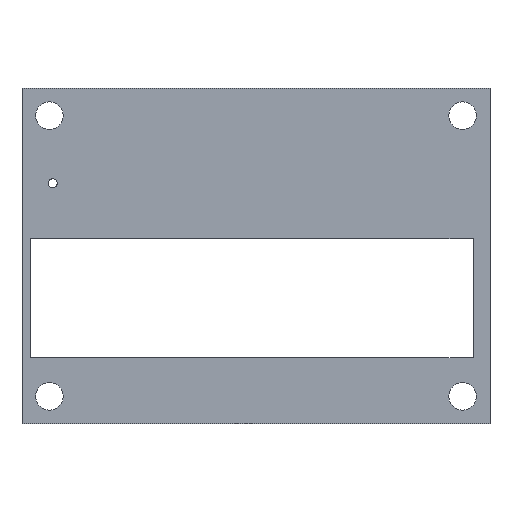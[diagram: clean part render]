
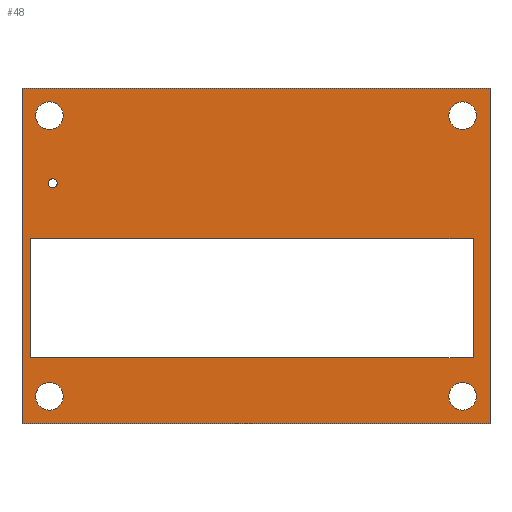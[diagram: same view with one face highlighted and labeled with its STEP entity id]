
A CAD part, front view. The second image highlights one B-rep face of the part: STEP entity #48.
In plain terms, the highlighted planar face has unit normal (0, -1, 0).
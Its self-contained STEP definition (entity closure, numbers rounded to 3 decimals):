
#48=ADVANCED_FACE('',(#183,#185,#187,#189,#191,#193,#195),#197,.F.);
#183=FACE_BOUND('',#184,.T.);
#184=EDGE_LOOP('',(#322,#323,#324,#325));
#185=FACE_BOUND('',#186,.T.);
#186=EDGE_LOOP('',(#326,#327,#328,#329));
#187=FACE_BOUND('',#188,.T.);
#188=EDGE_LOOP('',(#330));
#189=FACE_BOUND('',#190,.T.);
#190=EDGE_LOOP('',(#331));
#191=FACE_BOUND('',#192,.T.);
#192=EDGE_LOOP('',(#332));
#193=FACE_BOUND('',#194,.T.);
#194=EDGE_LOOP('',(#333));
#195=FACE_BOUND('',#196,.T.);
#196=EDGE_LOOP('',(#334));
#197=PLANE('',#198);
#198=AXIS2_PLACEMENT_3D('',#199,#200,#201);
#199=CARTESIAN_POINT('',(0.,0.,0.));
#200=DIRECTION('',(0.,1.,0.));
#201=DIRECTION('',(-1.,0.,0.));
#322=ORIENTED_EDGE('',*,*,#390,.F.);
#323=ORIENTED_EDGE('',*,*,#391,.F.);
#324=ORIENTED_EDGE('',*,*,#392,.F.);
#325=ORIENTED_EDGE('',*,*,#393,.F.);
#326=ORIENTED_EDGE('',*,*,#394,.T.);
#327=ORIENTED_EDGE('',*,*,#395,.T.);
#328=ORIENTED_EDGE('',*,*,#396,.T.);
#329=ORIENTED_EDGE('',*,*,#397,.T.);
#330=ORIENTED_EDGE('',*,*,#398,.T.);
#331=ORIENTED_EDGE('',*,*,#399,.T.);
#332=ORIENTED_EDGE('',*,*,#400,.T.);
#333=ORIENTED_EDGE('',*,*,#401,.T.);
#334=ORIENTED_EDGE('',*,*,#402,.T.);
#390=EDGE_CURVE('',#424,#425,#426,.T.);
#391=EDGE_CURVE('',#427,#424,#428,.T.);
#392=EDGE_CURVE('',#429,#427,#430,.T.);
#393=EDGE_CURVE('',#425,#429,#431,.T.);
#394=EDGE_CURVE('',#432,#433,#434,.T.);
#395=EDGE_CURVE('',#433,#435,#436,.T.);
#396=EDGE_CURVE('',#435,#437,#438,.T.);
#397=EDGE_CURVE('',#437,#432,#439,.T.);
#398=EDGE_CURVE('',#440,#440,#441,.T.);
#399=EDGE_CURVE('',#442,#442,#443,.T.);
#400=EDGE_CURVE('',#444,#444,#445,.T.);
#401=EDGE_CURVE('',#446,#446,#447,.T.);
#402=EDGE_CURVE('',#448,#448,#449,.T.);
#424=VERTEX_POINT('',#484);
#425=VERTEX_POINT('',#485);
#426=LINE('',#486,#487);
#427=VERTEX_POINT('',#489);
#428=LINE('',#490,#491);
#429=VERTEX_POINT('',#493);
#430=LINE('',#494,#495);
#431=LINE('',#497,#498);
#432=VERTEX_POINT('',#500);
#433=VERTEX_POINT('',#501);
#434=LINE('',#502,#503);
#435=VERTEX_POINT('',#505);
#436=LINE('',#506,#507);
#437=VERTEX_POINT('',#509);
#438=LINE('',#510,#511);
#439=LINE('',#513,#514);
#440=VERTEX_POINT('',#516);
#441=CIRCLE('',#517,1.5);
#442=VERTEX_POINT('',#521);
#443=CIRCLE('',#522,1.5);
#444=VERTEX_POINT('',#526);
#445=CIRCLE('',#527,1.5);
#446=VERTEX_POINT('',#531);
#447=CIRCLE('',#532,1.5);
#448=VERTEX_POINT('',#536);
#449=CIRCLE('',#537,0.5);
#484=CARTESIAN_POINT('',(-3.,0.,-3.));
#485=CARTESIAN_POINT('',(-3.,0.,33.66));
#486=CARTESIAN_POINT('',(-3.,0.,-3.));
#487=VECTOR('',#488,1.);
#488=DIRECTION('',(0.,0.,1.));
#489=CARTESIAN_POINT('',(48.11,0.,-3.));
#490=CARTESIAN_POINT('',(48.11,0.,-3.));
#491=VECTOR('',#492,1.);
#492=DIRECTION('',(-1.,0.,0.));
#493=CARTESIAN_POINT('',(48.11,0.,33.66));
#494=CARTESIAN_POINT('',(48.11,0.,33.66));
#495=VECTOR('',#496,1.);
#496=DIRECTION('',(0.,0.,-1.));
#497=CARTESIAN_POINT('',(-3.,0.,33.66));
#498=VECTOR('',#499,1.);
#499=DIRECTION('',(1.,0.,0.));
#500=CARTESIAN_POINT('',(46.255,0.,17.2));
#501=CARTESIAN_POINT('',(46.255,0.,4.2));
#502=CARTESIAN_POINT('',(46.255,0.,17.2));
#503=VECTOR('',#504,1.);
#504=DIRECTION('',(0.,0.,-1.));
#505=CARTESIAN_POINT('',(-2.045,0.,4.2));
#506=CARTESIAN_POINT('',(46.255,0.,4.2));
#507=VECTOR('',#508,1.);
#508=DIRECTION('',(-1.,0.,0.));
#509=CARTESIAN_POINT('',(-2.045,0.,17.2));
#510=CARTESIAN_POINT('',(-2.045,0.,4.2));
#511=VECTOR('',#512,1.);
#512=DIRECTION('',(0.,0.,1.));
#513=CARTESIAN_POINT('',(-2.045,0.,17.2));
#514=VECTOR('',#515,1.);
#515=DIRECTION('',(1.,0.,0.));
#516=CARTESIAN_POINT('',(43.61,0.,0.));
#517=AXIS2_PLACEMENT_3D('',#518,#519,#520);
#518=CARTESIAN_POINT('',(45.11,0.,0.));
#519=DIRECTION('',(0.,1.,0.));
#520=DIRECTION('',(-1.,0.,0.));
#521=CARTESIAN_POINT('',(-1.5,0.,0.));
#522=AXIS2_PLACEMENT_3D('',#523,#524,#525);
#523=CARTESIAN_POINT('',(0.,0.,0.));
#524=DIRECTION('',(0.,1.,0.));
#525=DIRECTION('',(-1.,0.,0.));
#526=CARTESIAN_POINT('',(-1.5,0.,30.66));
#527=AXIS2_PLACEMENT_3D('',#528,#529,#530);
#528=CARTESIAN_POINT('',(0.,0.,30.66));
#529=DIRECTION('',(0.,1.,0.));
#530=DIRECTION('',(-1.,0.,0.));
#531=CARTESIAN_POINT('',(43.61,0.,30.66));
#532=AXIS2_PLACEMENT_3D('',#533,#534,#535);
#533=CARTESIAN_POINT('',(45.11,0.,30.66));
#534=DIRECTION('',(0.,1.,0.));
#535=DIRECTION('',(-1.,0.,0.));
#536=CARTESIAN_POINT('',(-0.15,0.,23.26));
#537=AXIS2_PLACEMENT_3D('',#538,#539,#540);
#538=CARTESIAN_POINT('',(0.35,0.,23.26));
#539=DIRECTION('',(0.,1.,0.));
#540=DIRECTION('',(-1.,0.,0.));
